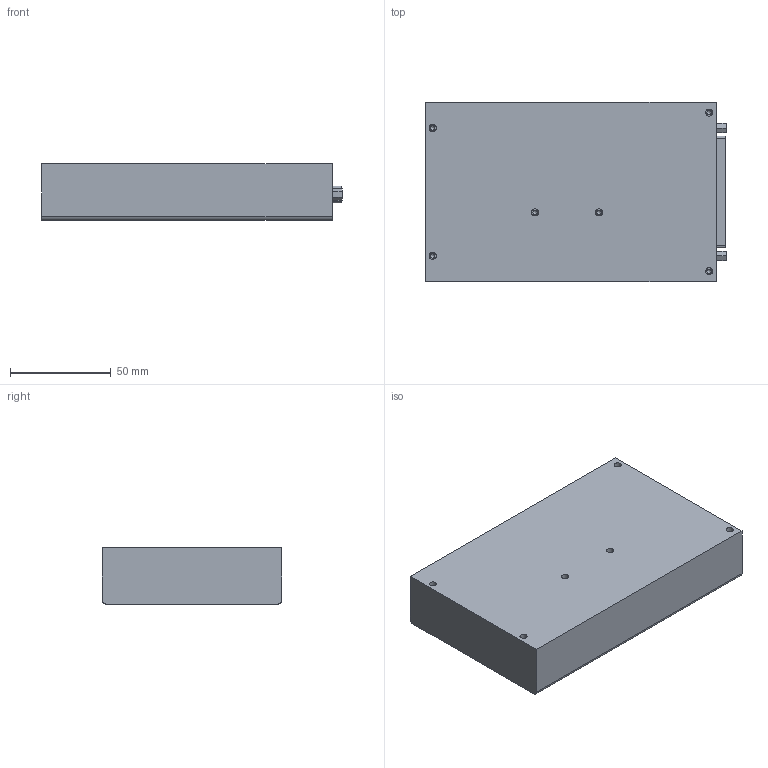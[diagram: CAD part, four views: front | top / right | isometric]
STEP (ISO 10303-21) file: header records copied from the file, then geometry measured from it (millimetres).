
FILE_DESCRIPTION(/* description */ ('Unknown'),/* implementation_level */ '2;1');
FILE_NAME(/* name */ 'M115001',/* time_stamp */ '2020-05-09T19:52:55-04:00',/* author */ ('Unknown'),/* organization */ ('Unknown'),/* preprocessor_version */ 'ST-DEVELOPER v16.7',/* originating_system */ 'DEX',/* authorisation */ $);
FILE_SCHEMA (('CONFIG_CONTROL_DESIGN'));
Length unit declared in the file: millimetre
Products named in the file (1): M115
Bounding box: 149.17 x 88.9 x 27.94 mm (x, y, z)
Volume: 357101.4 mm3; surface area: 41995.2 mm2
Topology: 1 solids, 1 shells, 254 faces, 578 edges, 378 vertices
Faces by surface type: plane 128, cylinder 83, torus 37, cone 6
Full cylindrical faces by diameter (mm): 1.14 x37, 2.156 x14, 2.845 x2, 2.95 x2, 3.05 x2, 3.5 x6, 5.309 x2
Entity records: 7931 total; most frequent: DIRECTION 1148, CARTESIAN_POINT 987, ORIENTED_EDGE 818, AXIS2_PLACEMENT_3D 484, FACE_BOUND 428, EDGE_LOOP 422, EDGE_CURVE 409, VERTEX_POINT 323
